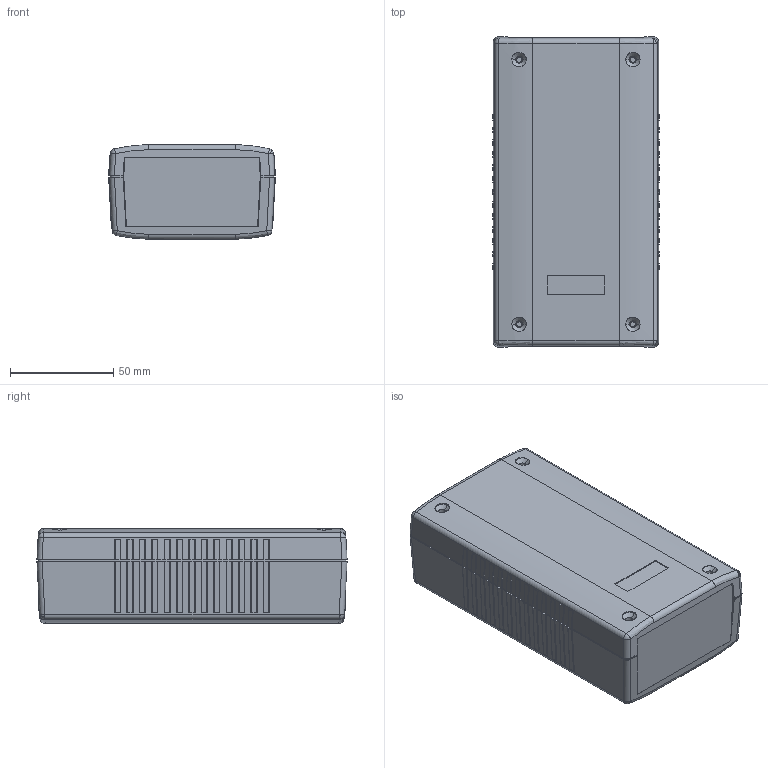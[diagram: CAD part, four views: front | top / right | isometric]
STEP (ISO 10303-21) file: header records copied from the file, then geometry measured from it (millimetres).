
FILE_DESCRIPTION (( 'STEP AP214' ), '1' );
FILE_NAME ('G416 G445 .STEP', '2009-10-29T03:36:45', ( 'NEF User' ), ( 'NEF User' ), 'SwSTEP 2.0', 'SolidWorks 2009', '' );
FILE_SCHEMA (( 'AUTOMOTIVE_DESIGN' ));
Length unit declared in the file: millimetre
Products named in the file (1): G416  G445 
Bounding box: 80.6 x 150 x 45.7 mm (x, y, z)
Volume: 116172.5 mm3; surface area: 97654.4 mm2
Topology: 4 solids, 4 shells, 1100 faces, 2935 edges, 1862 vertices
Faces by surface type: plane 691, cylinder 310, cone 78, sphere 13, bspline 8
Entity records: 36195 total; most frequent: CARTESIAN_POINT 9799, ORIENTED_EDGE 5838, DIRECTION 5092, EDGE_CURVE 2919, LINE 1938, VECTOR 1938, VERTEX_POINT 1862, AXIS2_PLACEMENT_3D 1577
